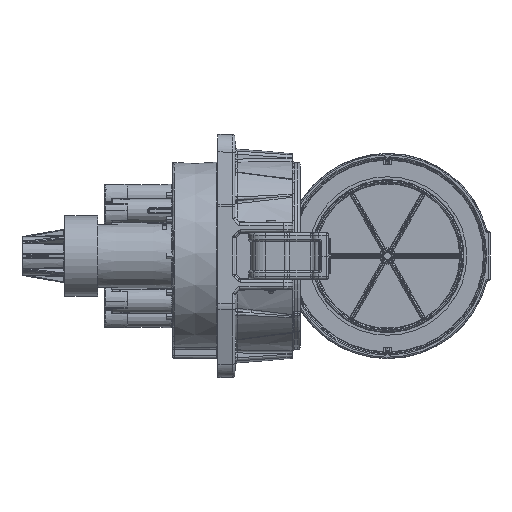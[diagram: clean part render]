
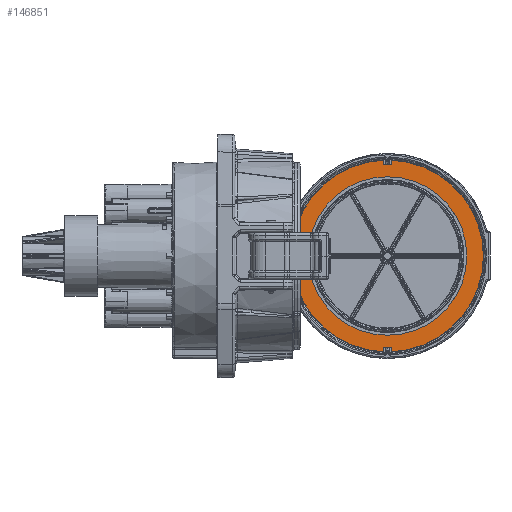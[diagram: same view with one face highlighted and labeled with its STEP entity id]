
A CAD part, left-side view. The second image highlights one B-rep face of the part: STEP entity #146851.
In plain terms, the highlighted planar face has unit normal (-1, -0.005, 0).
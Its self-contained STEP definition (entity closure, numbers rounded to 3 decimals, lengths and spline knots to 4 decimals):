
#55560=CARTESIAN_POINT('',(2.3155,-2.7389,0.));
#55561=DIRECTION('',(-1.,-0.005,0.));
#55562=DIRECTION('',(0.,0.038,0.999));
#55563=AXIS2_PLACEMENT_3D('',#55560,#55561,#55562);
#55666=CARTESIAN_POINT('',(2.3155,-2.7389,0.));
#55667=DIRECTION('',(-1.,-0.005,0.));
#55668=DIRECTION('',(0.,-0.038,-0.999));
#55669=AXIS2_PLACEMENT_3D('',#55666,#55667,#55668);
#56039=DIRECTION('',(0.,0.,-1.));
#56040=VECTOR('',#56039,0.0697);
#56041=CARTESIAN_POINT('',(2.3152,-2.6799,
1.5461));
#56042=LINE('',#56041,#56040);
#56043=DIRECTION('',(0.005,-1.,0.));
#56044=VECTOR('',#56043,0.1181);
#56045=CARTESIAN_POINT('',(2.3152,-2.6799,
1.4764));
#56046=LINE('',#56045,#56044);
#56047=DIRECTION('',(0.,0.,-1.));
#56048=VECTOR('',#56047,0.0697);
#56049=CARTESIAN_POINT('',(2.3158,-2.798,
1.5461));
#56050=LINE('',#56049,#56048);
#56051=DIRECTION('',(0.,0.,1.));
#56052=VECTOR('',#56051,0.0697);
#56053=CARTESIAN_POINT('',(2.3158,-2.798,
-1.5461));
#56054=LINE('',#56053,#56052);
#56055=DIRECTION('',(-0.005,1.,0.));
#56056=VECTOR('',#56055,0.1181);
#56057=CARTESIAN_POINT('',(2.3158,-2.798,
-1.4764));
#56058=LINE('',#56057,#56056);
#56059=DIRECTION('',(0.,0.,1.));
#56060=VECTOR('',#56059,0.0697);
#56061=CARTESIAN_POINT('',(2.3152,-2.6799,
-1.5461));
#56062=LINE('',#56061,#56060);
#56063=CARTESIAN_POINT('',(2.3155,-2.7389,0.));
#56064=DIRECTION('',(1.,0.005,0.));
#56065=DIRECTION('',(0.005,-1.,0.));
#56066=AXIS2_PLACEMENT_3D('',#56063,#56064,#56065);
#56068=CARTESIAN_POINT('',(2.3155,-2.7389,0.));
#56069=DIRECTION('',(1.,0.005,0.));
#56070=DIRECTION('',(-0.005,1.,0.));
#56071=AXIS2_PLACEMENT_3D('',#56068,#56069,#56070);
#71643=CARTESIAN_POINT('',(2.3219,-4.0184,0.));
#71644=CARTESIAN_POINT('',(2.3091,-1.4594,0.));
#71645=VERTEX_POINT('',#71643);
#71646=VERTEX_POINT('',#71644);
#71647=CARTESIAN_POINT('',(2.3152,-2.6799,
1.5461));
#71648=CARTESIAN_POINT('',(2.3152,-2.6799,
1.4764));
#71649=VERTEX_POINT('',#71647);
#71650=VERTEX_POINT('',#71648);
#71651=CARTESIAN_POINT('',(2.3158,-2.798,
1.4764));
#71652=VERTEX_POINT('',#71651);
#71653=CARTESIAN_POINT('',(2.3158,-2.798,
1.5461));
#71654=VERTEX_POINT('',#71653);
#71655=CARTESIAN_POINT('',(2.3158,-2.798,
-1.5461));
#71656=CARTESIAN_POINT('',(2.3158,-2.798,
-1.4764));
#71657=VERTEX_POINT('',#71655);
#71658=VERTEX_POINT('',#71656);
#71659=CARTESIAN_POINT('',(2.3152,-2.6799,
-1.4764));
#71660=VERTEX_POINT('',#71659);
#71661=CARTESIAN_POINT('',(2.3152,-2.6799,
-1.5461));
#71662=VERTEX_POINT('',#71661);
#146829=CARTESIAN_POINT('',(2.3155,-2.7389,0.));
#146830=DIRECTION('',(-1.,-0.005,0.));
#146831=DIRECTION('',(0.005,-1.,0.));
#146832=AXIS2_PLACEMENT_3D('',#146829,#146830,#146831);
#146833=PLANE('',#146832);
#146834=ORIENTED_EDGE('',*,*,#146111,.T.);
#146835=ORIENTED_EDGE('',*,*,#146129,.T.);
#146837=ORIENTED_EDGE('',*,*,#146836,.F.);
#146838=ORIENTED_EDGE('',*,*,#146227,.F.);
#146839=ORIENTED_EDGE('',*,*,#146242,.T.);
#146840=ORIENTED_EDGE('',*,*,#146259,.T.);
#146841=ORIENTED_EDGE('',*,*,#146823,.F.);
#146842=ORIENTED_EDGE('',*,*,#146096,.F.);
#146843=EDGE_LOOP('',(#146834,#146835,#146837,#146838,#146839,#146840,#146841,
#146842));
#146844=FACE_OUTER_BOUND('',#146843,.F.);
#146846=ORIENTED_EDGE('',*,*,#146845,.F.);
#146848=ORIENTED_EDGE('',*,*,#146847,.F.);
#146849=EDGE_LOOP('',(#146846,#146848));
#146850=FACE_BOUND('',#146849,.F.);
#146851=ADVANCED_FACE('',(#146844,#146850),#146833,.T.);
#55564=CIRCLE('',#55563,1.5472);
#55670=CIRCLE('',#55669,1.5472);
#56067=CIRCLE('',#56066,1.2795);
#56072=CIRCLE('',#56071,1.2795);
#146096=EDGE_CURVE('',#71649,#71662,#55564,.T.);
#146111=EDGE_CURVE('',#71649,#71650,#56042,.T.);
#146129=EDGE_CURVE('',#71650,#71652,#56046,.T.);
#146227=EDGE_CURVE('',#71657,#71654,#55670,.T.);
#146242=EDGE_CURVE('',#71657,#71658,#56054,.T.);
#146259=EDGE_CURVE('',#71658,#71660,#56058,.T.);
#146823=EDGE_CURVE('',#71662,#71660,#56062,.T.);
#146836=EDGE_CURVE('',#71654,#71652,#56050,.T.);
#146845=EDGE_CURVE('',#71645,#71646,#56067,.T.);
#146847=EDGE_CURVE('',#71646,#71645,#56072,.T.);
